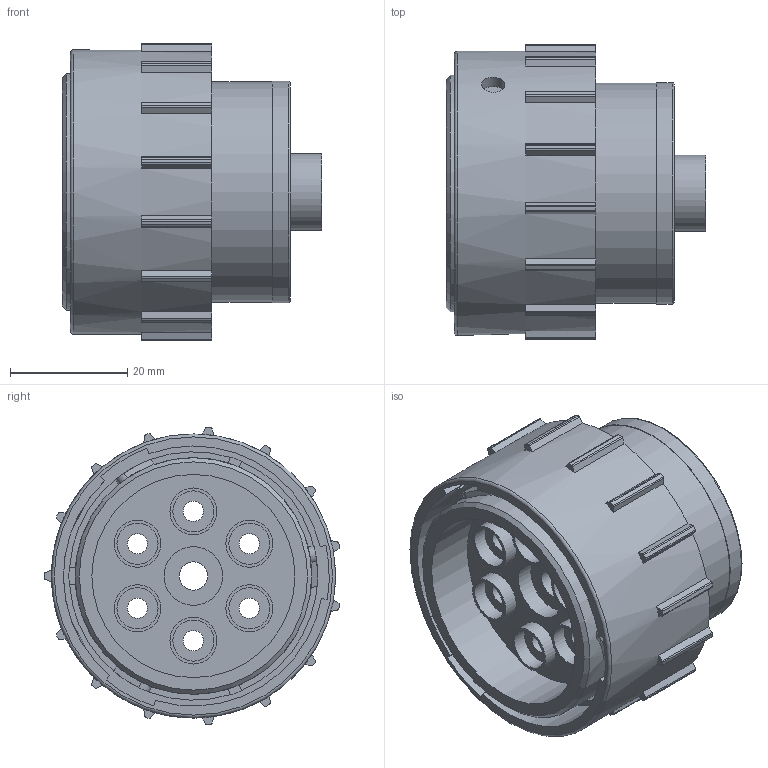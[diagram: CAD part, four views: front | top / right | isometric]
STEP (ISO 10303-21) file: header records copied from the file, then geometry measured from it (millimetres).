
FILE_DESCRIPTION(/* description */ ('STEP AP214'),/* implementation_level */ '2;1');
FILE_NAME(/* name */ 'AHDP06-24-07PN-SRA',/* time_stamp */ '2023-02-03T09:05:55+01:00',/* author */ ('License CC BY-ND 4.0'),/* organization */ ('CADENAS'),/* preprocessor_version */ 'ST-DEVELOPER v18.102',/* originating_system */ 'PARTsolutions',/* authorisation */ ' ');
FILE_SCHEMA (('AUTOMOTIVE_DESIGN {1 0 10303 214 3 1 1}'));
Length unit declared in the file: millimetre
Products named in the file (1): AHDP06-24-07PN-SRA
Bounding box: 44.2 x 50.32 x 50.59 mm (x, y, z)
Volume: 47150.8 mm3; surface area: 17608.9 mm2
Topology: 1 solids, 1 shells, 209 faces, 521 edges, 345 vertices
Faces by surface type: cylinder 103, plane 102, cone 2, torus 2
Full cylindrical faces by diameter (mm): 3.43 x6, 4 x2, 4.32 x6, 4.83 x1, 6.1 x1, 7 x7, 8 x6, 10 x1, 13 x1, 34.6 x2, 34.8 x1, 37.5 x1, 37.7 x1, 38.2 x1, 40.3 x1, 41.4 x1, 48.4 x1
Entity records: 7632 total; most frequent: DIRECTION 1123, CARTESIAN_POINT 1097, ORIENTED_EDGE 942, EDGE_CURVE 471, AXIS2_PLACEMENT_3D 452, VERTEX_POINT 340, EDGE_LOOP 303, FACE_BOUND 303
